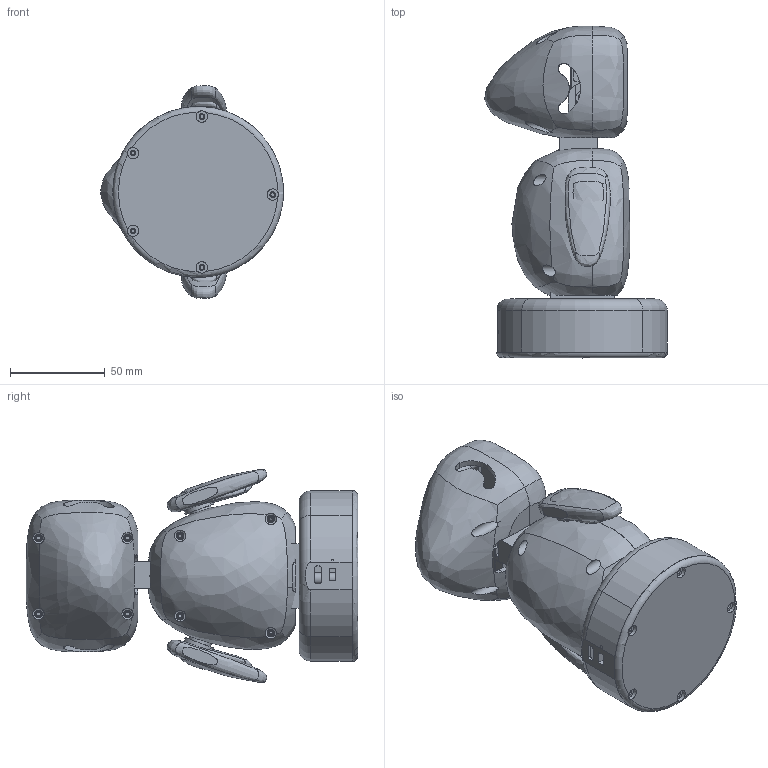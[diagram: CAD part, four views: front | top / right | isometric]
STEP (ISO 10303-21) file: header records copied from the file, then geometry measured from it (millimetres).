
FILE_DESCRIPTION(/* description */ ('','CAx-IF Rec.Pracs.---Representation and Presentation of Product Manufacturing Information (PMI)---4.0---2014-10-13'),/* implementation_level */ '2;1');
FILE_NAME(/* name */ 'ElectronBotStandalone.step',/* time_stamp */ '2025-03-02T11:11:29+08:00',/* author */ (''),/* organization */ (''),/* preprocessor_version */ 'ST-DEVELOPER v20',/* originating_system */ 'Autodesk Translation Framework v13.20.0.188',/* authorisation */ '');
FILE_SCHEMA (('AP242_MANAGED_MODEL_BASED_3D_ENGINEERING_MIM_LF { 1 0 10303 442 1 1 4 }'));
Products named in the file (7): 独立身体; 主显示屏; 9g Servo v1; 副显示屏; 9g Servo v1_1; microservoSG90; 摄像头 v1
Assembly tree (7 placements, depth 3):
  独立身体
    主显示屏
    9g Servo v1
      microservoSG90
    副显示屏
    9g Servo v1_1
      microservoSG90
    摄像头 v1
Bounding box: 96.44 x 174.84 x 112.09 mm (x, y, z)
Volume: 229054.8 mm3; surface area: 165464.9 mm2
Topology: 24 solids, 24 shells, 1173 faces, 3117 edges, 2047 vertices
Faces by surface type: plane 515, cylinder 346, bspline 238, torus 53, cone 12, sphere 9
Full cylindrical faces by diameter (mm): 1.5 x6, 1.6 x2, 2 x27, 2.9 x1, 3 x20, 4.9 x2, 5 x6, 6 x17, 7.4 x1, 8 x4, 8.4 x4, 12 x4, 16 x2, 25 x1, 29.6 x1, 30 x1, 32 x1, 36 x1, 37 x1
Entity records: 55682 total; most frequent: CARTESIAN_POINT 31911, ORIENTED_EDGE 5358, DIRECTION 4086, EDGE_CURVE 2679, VERTEX_POINT 1778, AXIS2_PLACEMENT_3D 1442, LINE 1202, VECTOR 1202
